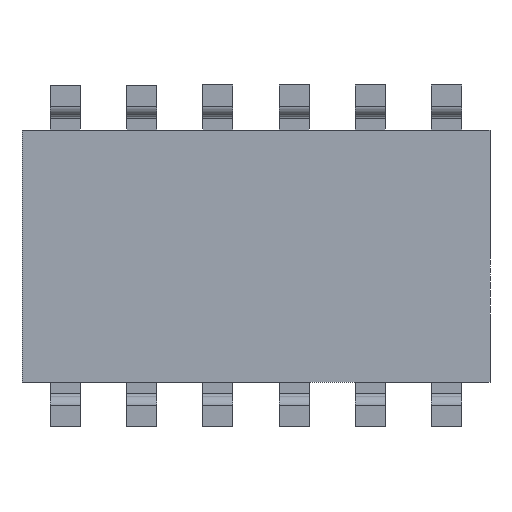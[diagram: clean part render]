
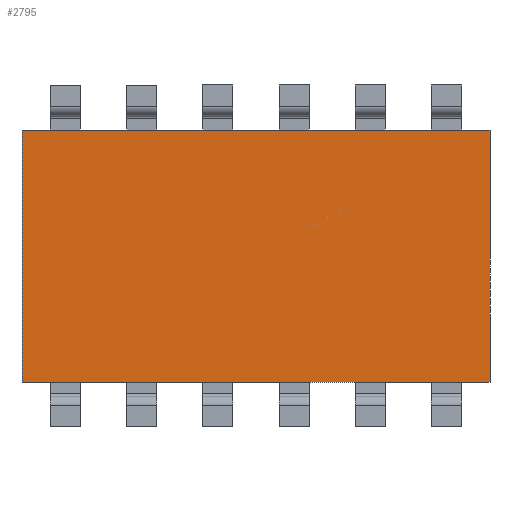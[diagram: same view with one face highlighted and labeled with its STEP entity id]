
A CAD part, front view. The second image highlights one B-rep face of the part: STEP entity #2795.
In plain terms, the highlighted planar face has unit normal (0, -1, 0).
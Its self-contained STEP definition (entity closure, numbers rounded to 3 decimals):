
#73 = CARTESIAN_POINT ( 'NONE',  ( 7.8, 0., 0. ) ) ;
#88 = ORIENTED_EDGE ( 'NONE', *, *, #4421, .F. ) ;
#202 = DIRECTION ( 'NONE',  ( 0., 0., 1. ) ) ;
#392 = VERTEX_POINT ( 'NONE', #4064 ) ;
#436 = ORIENTED_EDGE ( 'NONE', *, *, #3387, .F. ) ;
#509 = ORIENTED_EDGE ( 'NONE', *, *, #2249, .F. ) ;
#575 = VECTOR ( 'NONE', #2904, 1000. ) ;
#759 = CARTESIAN_POINT ( 'NONE',  ( 7.8, 0., 4.2 ) ) ;
#944 = CARTESIAN_POINT ( 'NONE',  ( 7.8, 0., -4.2 ) ) ;
#1150 = LINE ( 'NONE', #5097, #2412 ) ;
#1156 = FACE_OUTER_BOUND ( 'NONE', #1613, .T. ) ;
#1613 = EDGE_LOOP ( 'NONE', ( #3267, #436, #509, #88 ) ) ;
#1935 = CARTESIAN_POINT ( 'NONE',  ( -7.8, 0., 0. ) ) ;
#2127 = DIRECTION ( 'NONE',  ( 1., 0., 0. ) ) ;
#2217 = DIRECTION ( 'NONE',  ( 0., 1., 0. ) ) ;
#2246 = DIRECTION ( 'NONE',  ( -1., 0., 0. ) ) ;
#2247 = AXIS2_PLACEMENT_3D ( 'NONE', #3309, #2217, #202 ) ;
#2249 = EDGE_CURVE ( 'NONE', #392, #4378, #3185, .T. ) ;
#2412 = VECTOR ( 'NONE', #2246, 1000. ) ;
#2723 = LINE ( 'NONE', #73, #575 ) ;
#2795 = ADVANCED_FACE ( 'NONE', ( #1156 ), #3778, .F. ) ;
#2904 = DIRECTION ( 'NONE',  ( 0., 0., -1. ) ) ;
#3072 = CARTESIAN_POINT ( 'NONE',  ( -7.8, 0., -4.2 ) ) ;
#3185 = LINE ( 'NONE', #4180, #4864 ) ;
#3188 = DIRECTION ( 'NONE',  ( 0., 0., 1. ) ) ;
#3267 = ORIENTED_EDGE ( 'NONE', *, *, #3527, .F. ) ;
#3309 = CARTESIAN_POINT ( 'NONE',  ( 0., 0., 0. ) ) ;
#3387 = EDGE_CURVE ( 'NONE', #4378, #3929, #2723, .T. ) ;
#3527 = EDGE_CURVE ( 'NONE', #3929, #5084, #1150, .T. ) ;
#3778 = PLANE ( 'NONE',  #2247 ) ;
#3929 = VERTEX_POINT ( 'NONE', #944 ) ;
#4064 = CARTESIAN_POINT ( 'NONE',  ( -7.8, 0., 4.2 ) ) ;
#4180 = CARTESIAN_POINT ( 'NONE',  ( 0., 0., 4.2 ) ) ;
#4194 = LINE ( 'NONE', #1935, #4519 ) ;
#4378 = VERTEX_POINT ( 'NONE', #759 ) ;
#4421 = EDGE_CURVE ( 'NONE', #5084, #392, #4194, .T. ) ;
#4519 = VECTOR ( 'NONE', #3188, 1000. ) ;
#4864 = VECTOR ( 'NONE', #2127, 1000. ) ;
#5084 = VERTEX_POINT ( 'NONE', #3072 ) ;
#5097 = CARTESIAN_POINT ( 'NONE',  ( 0., 0., -4.2 ) ) ;
